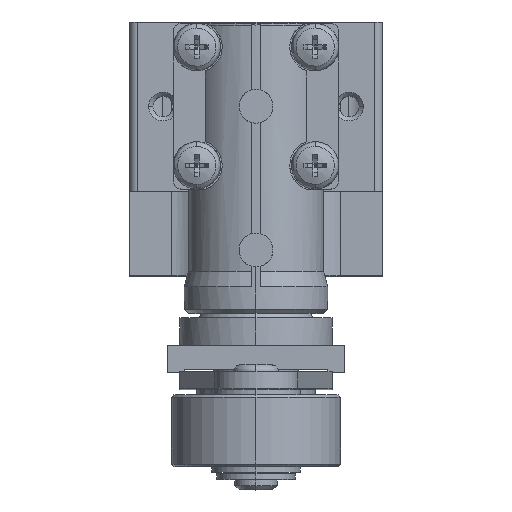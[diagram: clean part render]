
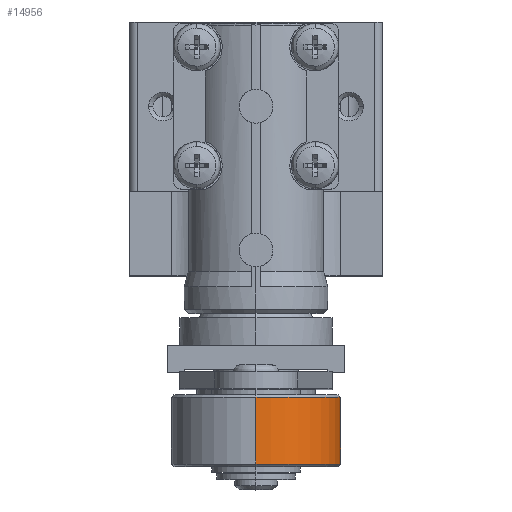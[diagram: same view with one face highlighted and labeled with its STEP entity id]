
A CAD part, top view. The second image highlights one B-rep face of the part: STEP entity #14956.
In plain terms, the highlighted cylindrical face has radius 10 mm (diameter 20 mm), a partial arc.
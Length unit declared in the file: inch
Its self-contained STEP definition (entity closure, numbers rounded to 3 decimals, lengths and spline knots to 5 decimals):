
#238 = CARTESIAN_POINT ( 'NONE',  ( 0., -1.22244, 5.81516 ) ) ;
#1789 = DIRECTION ( 'NONE',  ( 0., 1., 0. ) ) ;
#2096 = VECTOR ( 'NONE', #10239, 39.37008 ) ;
#2298 = AXIS2_PLACEMENT_3D ( 'NONE', #4080, #14605, #8682 ) ;
#2541 = ORIENTED_EDGE ( 'NONE', *, *, #7881, .T. ) ;
#2568 = CYLINDRICAL_SURFACE ( 'NONE', #2298, 0.3937 ) ;
#4080 = CARTESIAN_POINT ( 'NONE',  ( 0., -1.37795, 5.81516 ) ) ;
#4233 = LINE ( 'NONE', #11650, #2096 ) ;
#4537 = VECTOR ( 'NONE', #17965, 39.37008 ) ;
#6204 = CARTESIAN_POINT ( 'NONE',  ( 0., -1.53346, 5.81516 ) ) ;
#6353 = EDGE_CURVE ( 'NONE', #7978, #14704, #17779, .T. ) ;
#6875 = AXIS2_PLACEMENT_3D ( 'NONE', #238, #9355, #16997 ) ;
#7803 = CARTESIAN_POINT ( 'NONE',  ( 0., -1.22244, 5.42146 ) ) ;
#7881 = EDGE_CURVE ( 'NONE', #9807, #10958, #10665, .T. ) ;
#7978 = VERTEX_POINT ( 'NONE', #16199 ) ;
#8502 = CARTESIAN_POINT ( 'NONE',  ( 0., -1.53346, 5.42146 ) ) ;
#8682 = DIRECTION ( 'NONE',  ( 0., 0., 1. ) ) ;
#8786 = CARTESIAN_POINT ( 'NONE',  ( 0., -1.53346, 6.20886 ) ) ;
#9355 = DIRECTION ( 'NONE',  ( 0., 1., 0. ) ) ;
#9393 = DIRECTION ( 'NONE',  ( 0., 0., 1. ) ) ;
#9807 = VERTEX_POINT ( 'NONE', #8786 ) ;
#9881 = FACE_OUTER_BOUND ( 'NONE', #13380, .T. ) ;
#10239 = DIRECTION ( 'NONE',  ( 0., 1., 0. ) ) ;
#10665 = CIRCLE ( 'NONE', #12897, 0.3937 ) ;
#10958 = VERTEX_POINT ( 'NONE', #8502 ) ;
#11452 = ORIENTED_EDGE ( 'NONE', *, *, #12532, .F. ) ;
#11650 = CARTESIAN_POINT ( 'NONE',  ( 0., -1.37795, 6.20886 ) ) ;
#12532 = EDGE_CURVE ( 'NONE', #9807, #7978, #4233, .T. ) ;
#12753 = ORIENTED_EDGE ( 'NONE', *, *, #14195, .T. ) ;
#12897 = AXIS2_PLACEMENT_3D ( 'NONE', #6204, #1789, #9393 ) ;
#13380 = EDGE_LOOP ( 'NONE', ( #2541, #12753, #17479, #11452 ) ) ;
#13456 = LINE ( 'NONE', #14857, #4537 ) ;
#14195 = EDGE_CURVE ( 'NONE', #10958, #14704, #13456, .T. ) ;
#14605 = DIRECTION ( 'NONE',  ( 0., 1., 0. ) ) ;
#14704 = VERTEX_POINT ( 'NONE', #7803 ) ;
#14857 = CARTESIAN_POINT ( 'NONE',  ( 0., -1.37795, 5.42146 ) ) ;
#14956 = ADVANCED_FACE ( 'NONE', ( #9881 ), #2568, .T. ) ;
#16199 = CARTESIAN_POINT ( 'NONE',  ( 0., -1.22244, 6.20886 ) ) ;
#16997 = DIRECTION ( 'NONE',  ( 0., 0., 1. ) ) ;
#17479 = ORIENTED_EDGE ( 'NONE', *, *, #6353, .F. ) ;
#17779 = CIRCLE ( 'NONE', #6875, 0.3937 ) ;
#17965 = DIRECTION ( 'NONE',  ( 0., 1., 0. ) ) ;
